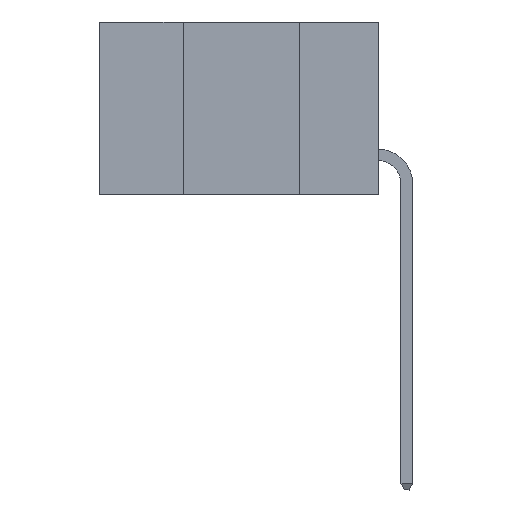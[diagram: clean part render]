
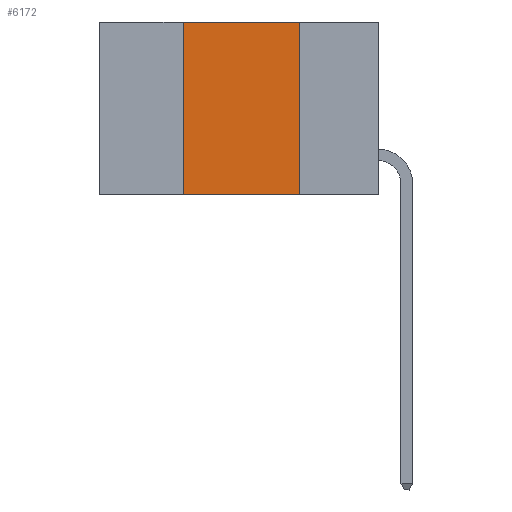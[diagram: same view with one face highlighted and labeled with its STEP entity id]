
A CAD part, left-side view. The second image highlights one B-rep face of the part: STEP entity #6172.
In plain terms, the highlighted planar face has unit normal (-1, 0, 0).
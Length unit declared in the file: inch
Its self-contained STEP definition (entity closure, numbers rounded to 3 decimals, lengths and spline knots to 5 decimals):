
#799 = EDGE_LOOP ( 'NONE', ( #2623, #11219, #16974, #2286 ) ) ;
#1172 = FACE_OUTER_BOUND ( 'NONE', #799, .T. ) ;
#1828 = LINE ( 'NONE', #7515, #6662 ) ;
#1992 = CARTESIAN_POINT ( 'NONE',  ( 0., 0.42, 0. ) ) ;
#2146 = CARTESIAN_POINT ( 'NONE',  ( 0., 0.17, 0. ) ) ;
#2286 = ORIENTED_EDGE ( 'NONE', *, *, #5631, .T. ) ;
#2623 = ORIENTED_EDGE ( 'NONE', *, *, #11206, .F. ) ;
#3116 = VERTEX_POINT ( 'NONE', #17145 ) ;
#3395 = DIRECTION ( 'NONE',  ( 0., 0., -1. ) ) ;
#5631 = EDGE_CURVE ( 'NONE', #7085, #13074, #1828, .T. ) ;
#5714 = VECTOR ( 'NONE', #14094, 39.37008 ) ;
#5930 = DIRECTION ( 'NONE',  ( 1., 0., 0. ) ) ;
#6082 = DIRECTION ( 'NONE',  ( 0., -1., 0. ) ) ;
#6172 = ADVANCED_FACE ( 'NONE', ( #1172 ), #8688, .F. ) ;
#6258 = CARTESIAN_POINT ( 'NONE',  ( 0., 0.42, -0.37 ) ) ;
#6662 = VECTOR ( 'NONE', #8878, 39.37008 ) ;
#7085 = VERTEX_POINT ( 'NONE', #6258 ) ;
#7515 = CARTESIAN_POINT ( 'NONE',  ( 0., 0.6, -0.37 ) ) ;
#8196 = VECTOR ( 'NONE', #6082, 39.37008 ) ;
#8357 = VERTEX_POINT ( 'NONE', #2146 ) ;
#8669 = AXIS2_PLACEMENT_3D ( 'NONE', #15269, #5930, #3395 ) ;
#8688 = PLANE ( 'NONE',  #8669 ) ;
#8834 = LINE ( 'NONE', #14132, #8196 ) ;
#8878 = DIRECTION ( 'NONE',  ( 0., -1., 0. ) ) ;
#10820 = CARTESIAN_POINT ( 'NONE',  ( 0., 0.17, -0.37 ) ) ;
#11206 = EDGE_CURVE ( 'NONE', #8357, #13074, #12863, .T. ) ;
#11219 = ORIENTED_EDGE ( 'NONE', *, *, #11733, .F. ) ;
#11438 = DIRECTION ( 'NONE',  ( 0., 0., 1. ) ) ;
#11733 = EDGE_CURVE ( 'NONE', #3116, #8357, #8834, .T. ) ;
#12682 = CARTESIAN_POINT ( 'NONE',  ( 0., 0.17, 0. ) ) ;
#12863 = LINE ( 'NONE', #12682, #5714 ) ;
#13074 = VERTEX_POINT ( 'NONE', #10820 ) ;
#13688 = VECTOR ( 'NONE', #11438, 39.37008 ) ;
#14094 = DIRECTION ( 'NONE',  ( 0., 0., -1. ) ) ;
#14132 = CARTESIAN_POINT ( 'NONE',  ( 0., 0.6, 0. ) ) ;
#15269 = CARTESIAN_POINT ( 'NONE',  ( 0., 0.6, 0. ) ) ;
#15518 = EDGE_CURVE ( 'NONE', #7085, #3116, #16354, .T. ) ;
#16354 = LINE ( 'NONE', #1992, #13688 ) ;
#16974 = ORIENTED_EDGE ( 'NONE', *, *, #15518, .F. ) ;
#17145 = CARTESIAN_POINT ( 'NONE',  ( 0., 0.42, 0. ) ) ;
